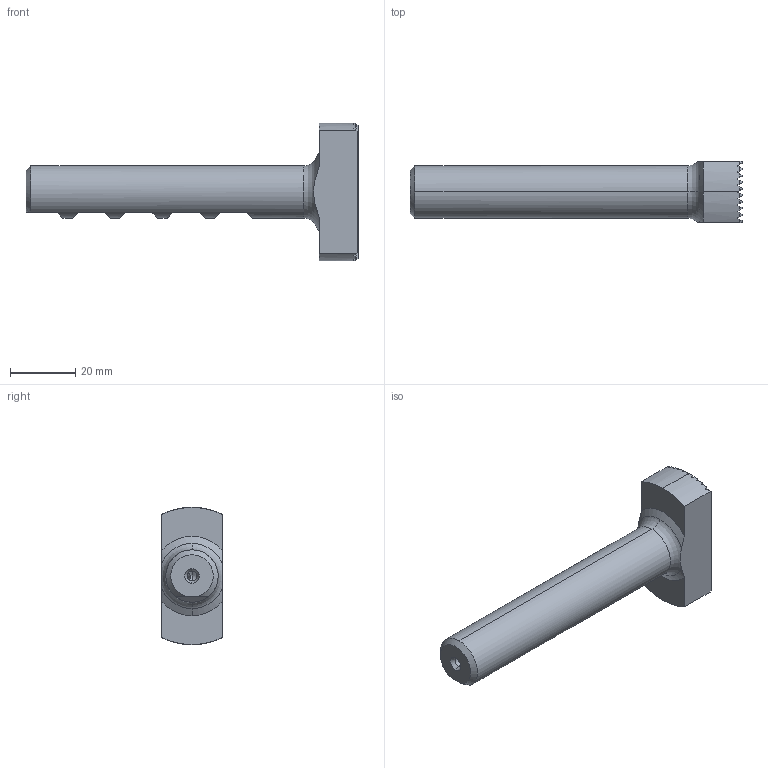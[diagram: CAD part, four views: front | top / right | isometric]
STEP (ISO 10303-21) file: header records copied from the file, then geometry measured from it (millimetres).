
FILE_DESCRIPTION (( 'STEP AP203' ), '1' );
FILE_NAME ('U16-BV2.K01.101.STEP', '2013-04-05T12:25:26', ( 'baer' ), ( 'Hewlett-Packard Company' ), 'SwSTEP 2.0', 'SolidWorks 2012', '' );
FILE_SCHEMA (( 'CONFIG_CONTROL_DESIGN' ));
Length unit declared in the file: millimetre
Products named in the file (1): U16-BV2.K01.101
Bounding box: 101.58 x 18.6 x 42 mm (x, y, z)
Volume: 25279.5 mm3; surface area: 8833.3 mm2
Topology: 1 solids, 1 shells, 190 faces, 536 edges, 348 vertices
Faces by surface type: plane 91, cone 36, cylinder 33, bspline 28, torus 2
Entity records: 8134 total; most frequent: CARTESIAN_POINT 3700, ORIENTED_EDGE 1060, DIRECTION 717, EDGE_CURVE 530, VERTEX_POINT 348, AXIS2_PLACEMENT_3D 251, VECTOR 215, LINE 215
